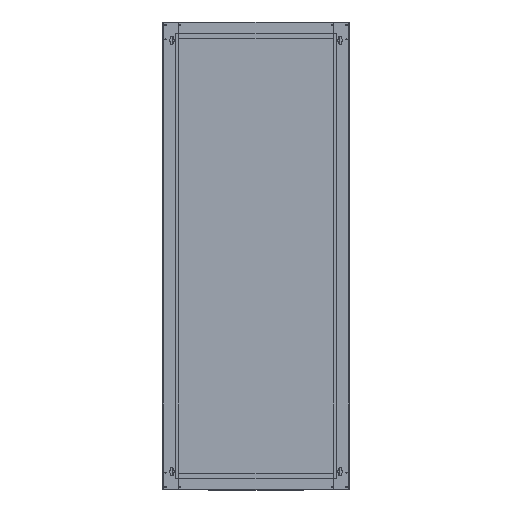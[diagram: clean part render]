
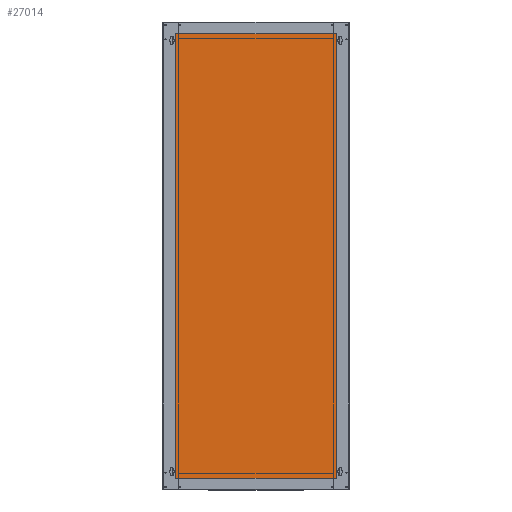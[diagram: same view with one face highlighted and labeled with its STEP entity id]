
A CAD part, top view. The second image highlights one B-rep face of the part: STEP entity #27014.
In plain terms, the highlighted planar face has unit normal (0, 0, 1).
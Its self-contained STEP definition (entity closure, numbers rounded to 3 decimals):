
#471 = VECTOR ( 'NONE', #3190, 1000. ) ;
#578 = EDGE_CURVE ( 'NONE', #2133, #2592, #5987, .T. ) ;
#626 = VECTOR ( 'NONE', #23828, 1000. ) ;
#2133 = VERTEX_POINT ( 'NONE', #7160 ) ;
#2592 = VERTEX_POINT ( 'NONE', #13334 ) ;
#2911 = VECTOR ( 'NONE', #9031, 1000. ) ;
#2969 = CARTESIAN_POINT ( 'NONE',  ( 696., 0., 1. ) ) ;
#3190 = DIRECTION ( 'NONE',  ( -1., 0., 0. ) ) ;
#4550 = VERTEX_POINT ( 'NONE', #14697 ) ;
#5387 = DIRECTION ( 'NONE',  ( 0., -1., 0. ) ) ;
#5529 = AXIS2_PLACEMENT_3D ( 'NONE', #22801, #32308, #34931 ) ;
#5987 = LINE ( 'NONE', #2969, #2911 ) ;
#7160 = CARTESIAN_POINT ( 'NONE',  ( 696., -1923., 1. ) ) ;
#9031 = DIRECTION ( 'NONE',  ( 0., 1., 0. ) ) ;
#10154 = FACE_OUTER_BOUND ( 'NONE', #22080, .T. ) ;
#11830 = CARTESIAN_POINT ( 'NONE',  ( 0., 0., 1. ) ) ;
#12363 = CARTESIAN_POINT ( 'NONE',  ( 0., -1923., 1. ) ) ;
#13334 = CARTESIAN_POINT ( 'NONE',  ( 696., 0., 1. ) ) ;
#13511 = VECTOR ( 'NONE', #5387, 1000. ) ;
#14697 = CARTESIAN_POINT ( 'NONE',  ( 0., -1923., 1. ) ) ;
#16968 = PLANE ( 'NONE',  #5529 ) ;
#19927 = ORIENTED_EDGE ( 'NONE', *, *, #20213, .T. ) ;
#20213 = EDGE_CURVE ( 'NONE', #32297, #4550, #20845, .T. ) ;
#20845 = LINE ( 'NONE', #11830, #13511 ) ;
#22080 = EDGE_LOOP ( 'NONE', ( #19927, #37435, #37486, #37000 ) ) ;
#22801 = CARTESIAN_POINT ( 'NONE',  ( 0., 0., 1. ) ) ;
#23626 = CARTESIAN_POINT ( 'NONE',  ( 0., 0., 1. ) ) ;
#23828 = DIRECTION ( 'NONE',  ( 1., 0., 0. ) ) ;
#27014 = ADVANCED_FACE ( 'NONE', ( #10154 ), #16968, .T. ) ;
#28162 = EDGE_CURVE ( 'NONE', #2592, #32297, #36809, .T. ) ;
#32297 = VERTEX_POINT ( 'NONE', #23626 ) ;
#32308 = DIRECTION ( 'NONE',  ( 0., 0., 1. ) ) ;
#33718 = LINE ( 'NONE', #12363, #626 ) ;
#34931 = DIRECTION ( 'NONE',  ( 1., 0., 0. ) ) ;
#36809 = LINE ( 'NONE', #39826, #471 ) ;
#37000 = ORIENTED_EDGE ( 'NONE', *, *, #28162, .T. ) ;
#37435 = ORIENTED_EDGE ( 'NONE', *, *, #39121, .T. ) ;
#37486 = ORIENTED_EDGE ( 'NONE', *, *, #578, .T. ) ;
#39121 = EDGE_CURVE ( 'NONE', #4550, #2133, #33718, .T. ) ;
#39826 = CARTESIAN_POINT ( 'NONE',  ( 0., 0., 1. ) ) ;
